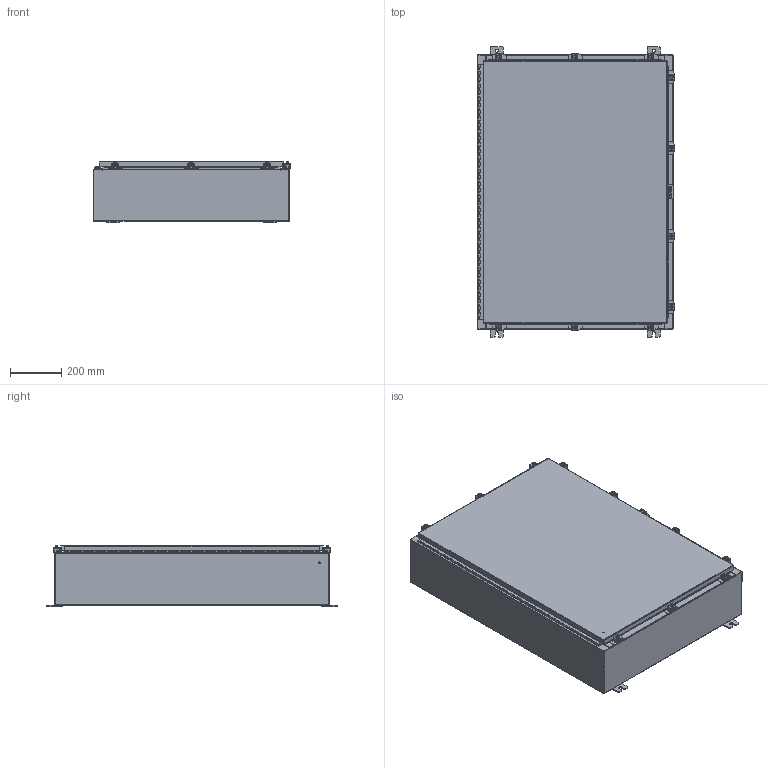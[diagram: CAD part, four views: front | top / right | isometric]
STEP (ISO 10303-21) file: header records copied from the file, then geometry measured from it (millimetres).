
FILE_DESCRIPTION (( 'STEP AP203' ), '1' );
FILE_NAME ('N42H3008SS6WP.STEP', '2014-03-14T13:41:39', ( 'changeme' ), ( 'Microsoft' ), 'SwSTEP 2.0', 'SolidWorks 2013', '' );
FILE_SCHEMA (( 'CONFIG_CONTROL_DESIGN' ));
Length unit declared in the file: inch
Products named in the file (21): N42H3008SS6WP Clamp Top; N42H3008SS6WP Mounting Feet; N42H3008SS6WP Clamp Assembly; Quarter-20 CD Stud; N42H3008SS6WP Standard Clamps; N42H3008SS6WP Padlock Hasp; N42H3008SS6WP Cover; N42H3008SS6WP Padlock Staple; N42H3008SS6WP Backpanel; N42H3008SS6WP Body; N42H3008SS6WP Enclosure Stiffener; N42H3008SS6WP Mounting Studs; N42H3008SS6WP Bottom; N42H3008SS6WP Clamp Bracket; N42H3008SS6WP Hinge Enclosure Side2; N42H3008SS6WP Top; N42H3008SS6WP 22101002; N42H3008SS6WP Hinge Cover Side; N42H3008SS6WP; N42H3008SS6WP 22104005_DEFAULT; N42H3008SS6WP 125 Pin Hinge
Assembly tree (39 placements, depth 4):
  N42H3008SS6WP
    N42H3008SS6WP Backpanel
    N42H3008SS6WP Mounting Studs  x6
    N42H3008SS6WP 125 Pin Hinge
      N42H3008SS6WP Hinge Enclosure Side2
      N42H3008SS6WP Hinge Cover Side
    N42H3008SS6WP Mounting Feet  x4
    Quarter-20 CD Stud  x2
    N42H3008SS6WP Padlock Hasp
    N42H3008SS6WP Padlock Staple
    N42H3008SS6WP Enclosure Stiffener
    N42H3008SS6WP Standard Clamps  x10
      N42H3008SS6WP Clamp Bracket
      N42H3008SS6WP Clamp Assembly
        N42H3008SS6WP 22101002  x2
        N42H3008SS6WP 22104005_DEFAULT
        N42H3008SS6WP Clamp Top
    N42H3008SS6WP Cover
    N42H3008SS6WP Body
    N42H3008SS6WP Bottom
    N42H3008SS6WP Top
Bounding box: 767.35 x 1130.3 x 238.47 mm (x, y, z)
Volume: 7197618.2 mm3; surface area: 7042591.1 mm2
Topology: 72 solids, 72 shells, 2743 faces, 6917 edges, 4358 vertices
Faces by surface type: plane 1426, cylinder 1157, torus 76, cone 76, bspline 8
Entity records: 48175 total; most frequent: CARTESIAN_POINT 8267, DIRECTION 8138, ORIENTED_EDGE 7616, EDGE_CURVE 3808, AXIS2_PLACEMENT_3D 2839, LINE 2460, VECTOR 2460, VERTEX_POINT 2346
